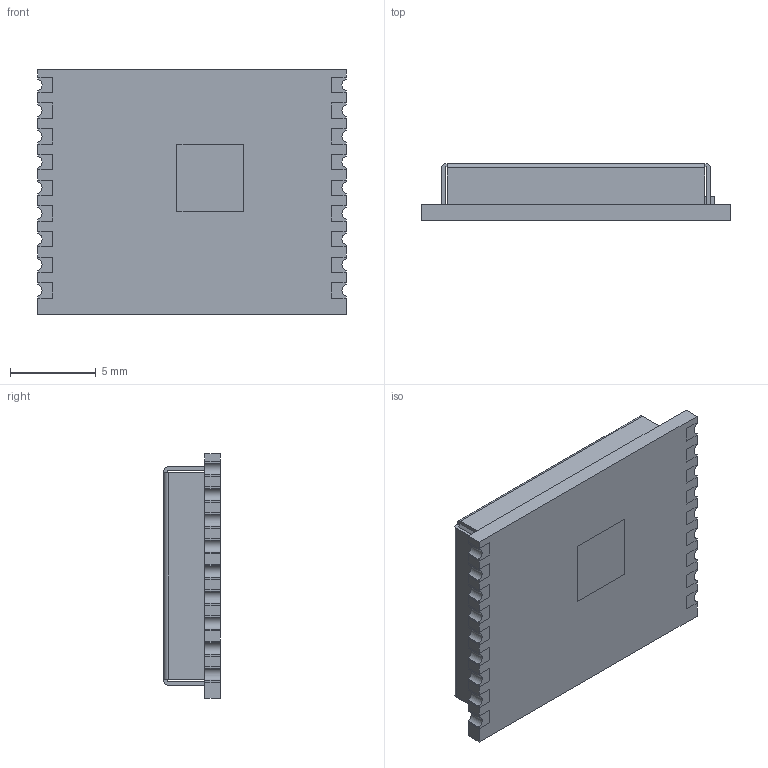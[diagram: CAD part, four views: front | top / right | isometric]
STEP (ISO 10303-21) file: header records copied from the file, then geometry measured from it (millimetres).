
FILE_DESCRIPTION (( 'STEP AP214' ), '1' );
FILE_NAME ('ESP-WROOM-02U.STEP', '2021-10-17T23:08:00', ( '' ), ( '' ), 'SwSTEP 2.0', 'SolidWorks 2017', '' );
FILE_SCHEMA (( 'AUTOMOTIVE_DESIGN' ));
Length unit declared in the file: millimetre
Products named in the file (1): ESP-WROOM-02U
Bounding box: 18 x 3.3 x 14.3 mm (x, y, z)
Volume: 294.8 mm3; surface area: 1332.5 mm2
Topology: 27 solids, 27 shells, 391 faces, 998 edges, 662 vertices
Faces by surface type: plane 345, cylinder 40, cone 4, torus 2
Entity records: 11916 total; most frequent: CARTESIAN_POINT 2052, ORIENTED_EDGE 1996, DIRECTION 1870, EDGE_CURVE 998, LINE 910, VECTOR 910, VERTEX_POINT 662, AXIS2_PLACEMENT_3D 480
